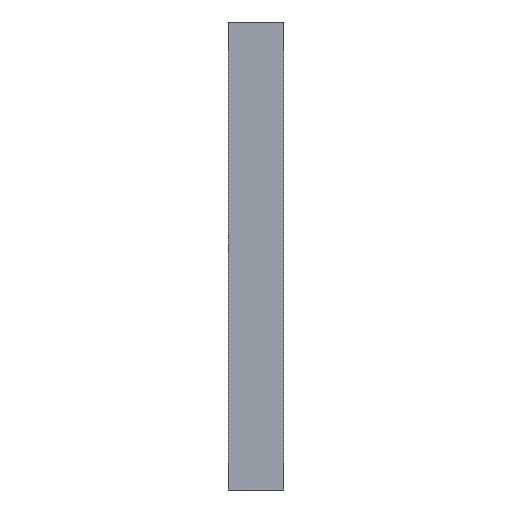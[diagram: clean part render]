
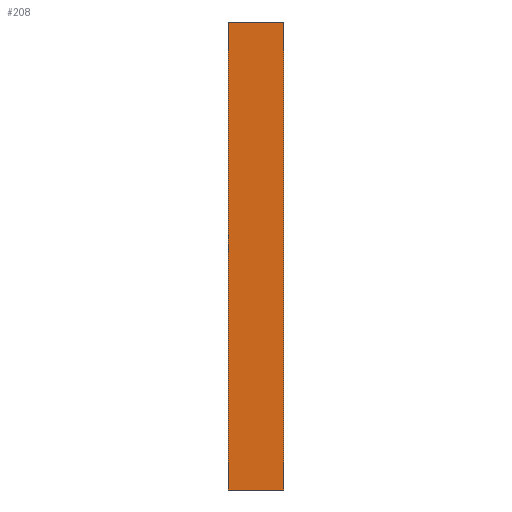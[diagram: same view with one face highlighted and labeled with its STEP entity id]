
A CAD part, left-side view. The second image highlights one B-rep face of the part: STEP entity #208.
In plain terms, the highlighted planar face has unit normal (-1, 0, 0).
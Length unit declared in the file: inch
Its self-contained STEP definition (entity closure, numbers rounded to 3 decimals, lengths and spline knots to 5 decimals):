
#20 = VERTEX_POINT ( 'NONE', #244 ) ;
#50 = EDGE_CURVE ( 'NONE', #691, #20, #713, .T. ) ;
#70 = PLANE ( 'NONE',  #783 ) ;
#115 = DIRECTION ( 'NONE',  ( 0., 0., 1. ) ) ;
#119 = VERTEX_POINT ( 'NONE', #190 ) ;
#131 = CARTESIAN_POINT ( 'NONE',  ( -0.5, 0.118, -0.5 ) ) ;
#139 = VECTOR ( 'NONE', #623, 39.37008 ) ;
#146 = CARTESIAN_POINT ( 'NONE',  ( -0.5, 0., -0.5 ) ) ;
#152 = ORIENTED_EDGE ( 'NONE', *, *, #476, .F. ) ;
#174 = CARTESIAN_POINT ( 'NONE',  ( -0.5, 0., 0.5 ) ) ;
#190 = CARTESIAN_POINT ( 'NONE',  ( -0.5, 0.118, 0.5 ) ) ;
#196 = CARTESIAN_POINT ( 'NONE',  ( -0.5, 0.118, 0.5 ) ) ;
#208 = ADVANCED_FACE ( 'NONE', ( #505 ), #70, .F. ) ;
#244 = CARTESIAN_POINT ( 'NONE',  ( -0.5, 0., 0.5 ) ) ;
#324 = DIRECTION ( 'NONE',  ( 0., 0., -1. ) ) ;
#328 = ORIENTED_EDGE ( 'NONE', *, *, #50, .T. ) ;
#366 = VECTOR ( 'NONE', #115, 39.37008 ) ;
#370 = DIRECTION ( 'NONE',  ( 1., 0., 0. ) ) ;
#376 = LINE ( 'NONE', #196, #445 ) ;
#445 = VECTOR ( 'NONE', #554, 39.37008 ) ;
#476 = EDGE_CURVE ( 'NONE', #675, #119, #533, .T. ) ;
#505 = FACE_OUTER_BOUND ( 'NONE', #631, .T. ) ;
#533 = LINE ( 'NONE', #668, #550 ) ;
#538 = ORIENTED_EDGE ( 'NONE', *, *, #670, .T. ) ;
#550 = VECTOR ( 'NONE', #729, 39.37008 ) ;
#554 = DIRECTION ( 'NONE',  ( 0., -1., 0. ) ) ;
#564 = ORIENTED_EDGE ( 'NONE', *, *, #630, .F. ) ;
#623 = DIRECTION ( 'NONE',  ( 0., -1., 0. ) ) ;
#628 = CARTESIAN_POINT ( 'NONE',  ( -0.5, 0.118, 0.5 ) ) ;
#630 = EDGE_CURVE ( 'NONE', #119, #20, #376, .T. ) ;
#631 = EDGE_LOOP ( 'NONE', ( #328, #564, #152, #538 ) ) ;
#668 = CARTESIAN_POINT ( 'NONE',  ( -0.5, 0.118, 0.5 ) ) ;
#670 = EDGE_CURVE ( 'NONE', #675, #691, #685, .T. ) ;
#675 = VERTEX_POINT ( 'NONE', #692 ) ;
#685 = LINE ( 'NONE', #131, #139 ) ;
#691 = VERTEX_POINT ( 'NONE', #146 ) ;
#692 = CARTESIAN_POINT ( 'NONE',  ( -0.5, 0.118, -0.5 ) ) ;
#713 = LINE ( 'NONE', #174, #366 ) ;
#729 = DIRECTION ( 'NONE',  ( 0., 0., 1. ) ) ;
#783 = AXIS2_PLACEMENT_3D ( 'NONE', #628, #370, #324 ) ;
